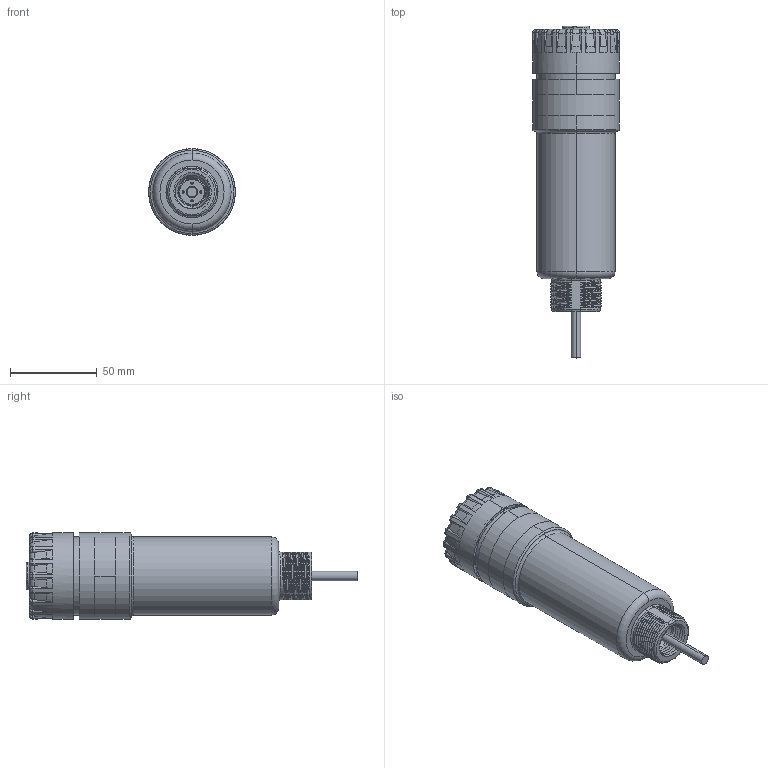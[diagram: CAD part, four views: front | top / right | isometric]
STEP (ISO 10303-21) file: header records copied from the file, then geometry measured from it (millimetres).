
FILE_DESCRIPTION((''),'2;1');
FILE_NAME('168275_ASM','2014-06-26T',('pdmadmin'),(''),'PRO/ENGINEER BY PARAMETRIC TECHNOLOGY CORPORATION, 2013230','PRO/ENGINEER BY PARAMETRIC TECHNOLOGY CORPORATION, 2013230','');
FILE_SCHEMA(('CONFIG_CONTROL_DESIGN'));
Products named in the file (9): 163979; 62676; 62677; CABLE_215; 158231_WEB; 158950; 143281_WEB_MODEL; 143282; 168275_ASM
Assembly tree (8 placements, depth 2):
  168275_ASM
    163979
    62676
    62677
    CABLE_215
    158231_WEB
    158950
    143281_WEB_MODEL
    143282
Bounding box: 50 x 191.45 x 50 mm (x, y, z)
Volume: 94406.2 mm3; surface area: 74828.1 mm2
Topology: 8 solids, 8 shells, 1507 faces, 3693 edges, 2259 vertices
Faces by surface type: cylinder 457, plane 308, bspline 308, torus 262, cone 100, sphere 72
Entity records: 95072 total; most frequent: CARTESIAN_POINT 61230, ORIENTED_EDGE 7382, DIRECTION 6739, EDGE_CURVE 3691, AXIS2_PLACEMENT_3D 2836, VERTEX_POINT 2259, CIRCLE 1620, EDGE_LOOP 1594
